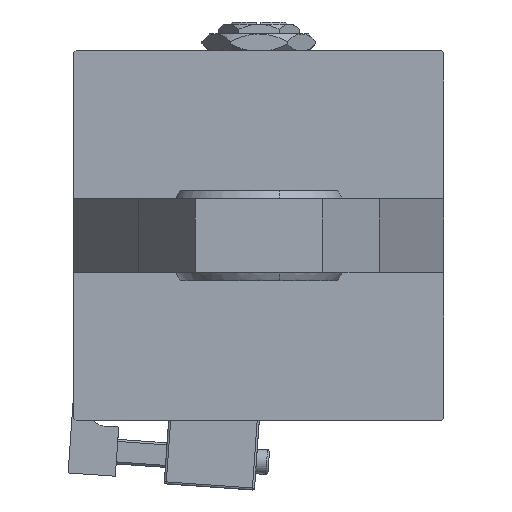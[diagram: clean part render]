
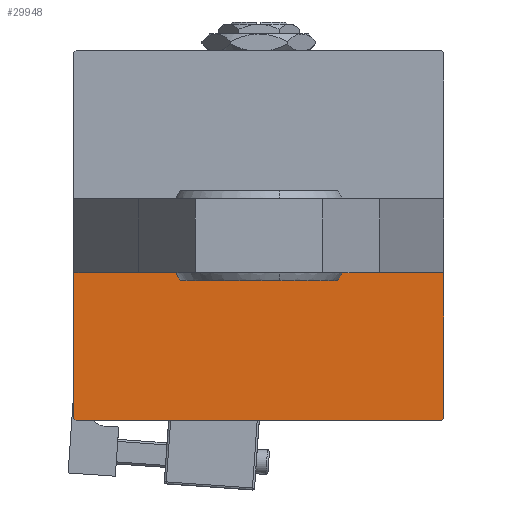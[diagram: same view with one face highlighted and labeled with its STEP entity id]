
A CAD part, left-side view. The second image highlights one B-rep face of the part: STEP entity #29948.
In plain terms, the highlighted planar face has unit normal (-1, 0, 0).
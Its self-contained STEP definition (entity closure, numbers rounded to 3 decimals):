
#613 = VERTEX_POINT ( 'NONE', #50297 ) ;
#1713 = LINE ( 'NONE', #28515, #40308 ) ;
#2191 = CARTESIAN_POINT ( 'NONE',  ( 0., 0., 0. ) ) ;
#2557 = CARTESIAN_POINT ( 'NONE',  ( 0., -9., -45. ) ) ;
#3414 = DIRECTION ( 'NONE',  ( 0., -0.707, 0.707 ) ) ;
#4852 = CARTESIAN_POINT ( 'NONE',  ( 0., -44.5, -45. ) ) ;
#5711 = DIRECTION ( 'NONE',  ( 0., 0.707, 0.707 ) ) ;
#8342 = ORIENTED_EDGE ( 'NONE', *, *, #12794, .T. ) ;
#8714 = AXIS2_PLACEMENT_3D ( 'NONE', #2191, #14586, #14874 ) ;
#9691 = ORIENTED_EDGE ( 'NONE', *, *, #12279, .F. ) ;
#11354 = VERTEX_POINT ( 'NONE', #12365 ) ;
#11957 = CARTESIAN_POINT ( 'NONE',  ( 0., -45., 44.5 ) ) ;
#12279 = EDGE_CURVE ( 'NONE', #20023, #44489, #46742, .T. ) ;
#12365 = CARTESIAN_POINT ( 'NONE',  ( 0., -44.5, 45. ) ) ;
#12794 = EDGE_CURVE ( 'NONE', #29596, #35549, #20866, .T. ) ;
#13656 = DIRECTION ( 'NONE',  ( 0., 0., -1. ) ) ;
#14586 = DIRECTION ( 'NONE',  ( -1., 0., 0. ) ) ;
#14679 = DIRECTION ( 'NONE',  ( 0., -1., 0. ) ) ;
#14874 = DIRECTION ( 'NONE',  ( 0., 0., 1. ) ) ;
#14935 = LINE ( 'NONE', #45149, #28729 ) ;
#15672 = CARTESIAN_POINT ( 'NONE',  ( 0., -45., 45. ) ) ;
#15748 = EDGE_CURVE ( 'NONE', #613, #11354, #1713, .T. ) ;
#16504 = DIRECTION ( 'NONE',  ( 0., 0., -1. ) ) ;
#17962 = LINE ( 'NONE', #32088, #37594 ) ;
#19759 = FACE_OUTER_BOUND ( 'NONE', #19973, .T. ) ;
#19973 = EDGE_LOOP ( 'NONE', ( #52848, #36582, #8342, #29332, #9691, #24166 ) ) ;
#20023 = VERTEX_POINT ( 'NONE', #11957 ) ;
#20866 = LINE ( 'NONE', #37381, #27408 ) ;
#20873 = EDGE_CURVE ( 'NONE', #20023, #11354, #14935, .T. ) ;
#24166 = ORIENTED_EDGE ( 'NONE', *, *, #20873, .T. ) ;
#25360 = CARTESIAN_POINT ( 'NONE',  ( 0., -45., -44.5 ) ) ;
#27408 = VECTOR ( 'NONE', #48168, 1000. ) ;
#28515 = CARTESIAN_POINT ( 'NONE',  ( 0., 45., 45. ) ) ;
#28729 = VECTOR ( 'NONE', #5711, 1000. ) ;
#29332 = ORIENTED_EDGE ( 'NONE', *, *, #54322, .T. ) ;
#29596 = VERTEX_POINT ( 'NONE', #2557 ) ;
#29948 = ADVANCED_FACE ( 'NONE', ( #19759 ), #41063, .T. ) ;
#32088 = CARTESIAN_POINT ( 'NONE',  ( 0., -9., 45. ) ) ;
#35549 = VERTEX_POINT ( 'NONE', #4852 ) ;
#36582 = ORIENTED_EDGE ( 'NONE', *, *, #41332, .T. ) ;
#37381 = CARTESIAN_POINT ( 'NONE',  ( 0., 45., -45. ) ) ;
#37594 = VECTOR ( 'NONE', #13656, 1000. ) ;
#37988 = CARTESIAN_POINT ( 'NONE',  ( 0., -44.75, -44.75 ) ) ;
#40308 = VECTOR ( 'NONE', #14679, 1000. ) ;
#41063 = PLANE ( 'NONE',  #8714 ) ;
#41332 = EDGE_CURVE ( 'NONE', #613, #29596, #17962, .T. ) ;
#44489 = VERTEX_POINT ( 'NONE', #25360 ) ;
#45149 = CARTESIAN_POINT ( 'NONE',  ( 0., -44.75, 44.75 ) ) ;
#46742 = LINE ( 'NONE', #15672, #47631 ) ;
#46909 = LINE ( 'NONE', #37988, #55729 ) ;
#47631 = VECTOR ( 'NONE', #16504, 1000. ) ;
#48168 = DIRECTION ( 'NONE',  ( 0., -1., 0. ) ) ;
#50297 = CARTESIAN_POINT ( 'NONE',  ( 0., -9., 45. ) ) ;
#52848 = ORIENTED_EDGE ( 'NONE', *, *, #15748, .F. ) ;
#54322 = EDGE_CURVE ( 'NONE', #35549, #44489, #46909, .T. ) ;
#55729 = VECTOR ( 'NONE', #3414, 1000. ) ;
